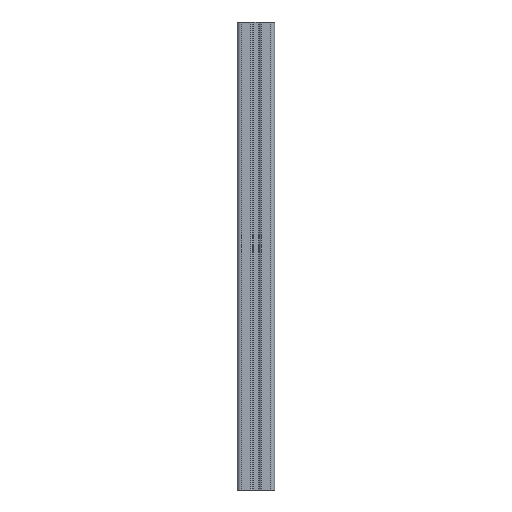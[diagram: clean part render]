
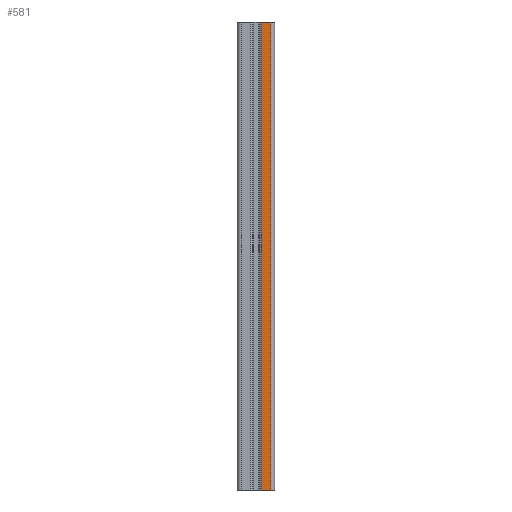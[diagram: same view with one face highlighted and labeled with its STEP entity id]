
A CAD part, left-side view. The second image highlights one B-rep face of the part: STEP entity #581.
In plain terms, the highlighted planar face has unit normal (-1, 0, 0).
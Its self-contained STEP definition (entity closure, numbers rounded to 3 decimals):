
#8 = VERTEX_POINT ( 'NONE', #981 ) ;
#17 = EDGE_CURVE ( 'NONE', #26, #8, #1076, .T. ) ;
#26 = VERTEX_POINT ( 'NONE', #1066 ) ;
#424 = VERTEX_POINT ( 'NONE', #1640 ) ;
#439 = VERTEX_POINT ( 'NONE', #1705 ) ;
#501 = EDGE_CURVE ( 'NONE', #439, #424, #1967, .T. ) ;
#579 = EDGE_LOOP ( 'NONE', ( #606, #604, #584, #586 ) ) ;
#581 = ADVANCED_FACE ( 'NONE', ( #2094 ), #2008, .F. ) ;
#582 = EDGE_CURVE ( 'NONE', #8, #424, #1992, .T. ) ;
#584 = ORIENTED_EDGE ( 'NONE', *, *, #17, .F. ) ;
#586 = ORIENTED_EDGE ( 'NONE', *, *, #611, .T. ) ;
#604 = ORIENTED_EDGE ( 'NONE', *, *, #582, .F. ) ;
#606 = ORIENTED_EDGE ( 'NONE', *, *, #501, .T. ) ;
#611 = EDGE_CURVE ( 'NONE', #26, #439, #2084, .T. ) ;
#981 = CARTESIAN_POINT ( 'NONE',  ( -5169.793, -4411.095, 500. ) ) ;
#1066 = CARTESIAN_POINT ( 'NONE',  ( -5169.793, -4400.695, 500. ) ) ;
#1073 = DIRECTION ( 'NONE',  ( 0., -1., 0. ) ) ;
#1074 = VECTOR ( 'NONE', #1073, 1000. ) ;
#1075 = CARTESIAN_POINT ( 'NONE',  ( -5169.793, -4400.695, 500. ) ) ;
#1076 = LINE ( 'NONE', #1075, #1074 ) ;
#1640 = CARTESIAN_POINT ( 'NONE',  ( -5169.793, -4411.095, 0. ) ) ;
#1705 = CARTESIAN_POINT ( 'NONE',  ( -5169.793, -4400.695, 0. ) ) ;
#1905 = CARTESIAN_POINT ( 'NONE',  ( -5169.793, -4400.695, 0. ) ) ;
#1965 = DIRECTION ( 'NONE',  ( 0., -1., 0. ) ) ;
#1966 = VECTOR ( 'NONE', #1965, 1000. ) ;
#1967 = LINE ( 'NONE', #1905, #1966 ) ;
#1991 = VECTOR ( 'NONE', #1998, 1000. ) ;
#1992 = LINE ( 'NONE', #2006, #1991 ) ;
#1995 = DIRECTION ( 'NONE',  ( 0., 0., -1. ) ) ;
#1996 = DIRECTION ( 'NONE',  ( 1., 0., 0. ) ) ;
#1997 = CARTESIAN_POINT ( 'NONE',  ( -5169.793, -4400.695, 500. ) ) ;
#1998 = DIRECTION ( 'NONE',  ( 0., 0., -1. ) ) ;
#2006 = CARTESIAN_POINT ( 'NONE',  ( -5169.793, -4411.095, 500. ) ) ;
#2008 = PLANE ( 'NONE',  #2096 ) ;
#2083 = VECTOR ( 'NONE', #2134, 1000. ) ;
#2084 = LINE ( 'NONE', #2131, #2083 ) ;
#2094 = FACE_OUTER_BOUND ( 'NONE', #579, .T. ) ;
#2096 = AXIS2_PLACEMENT_3D ( 'NONE', #1997, #1996, #1995 ) ;
#2131 = CARTESIAN_POINT ( 'NONE',  ( -5169.793, -4400.695, 500. ) ) ;
#2134 = DIRECTION ( 'NONE',  ( 0., 0., -1. ) ) ;
